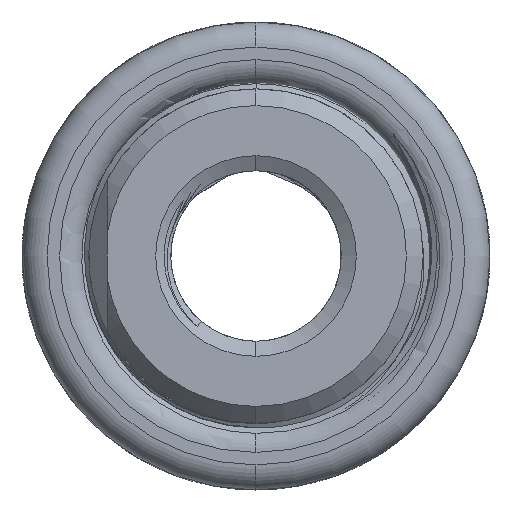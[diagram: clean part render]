
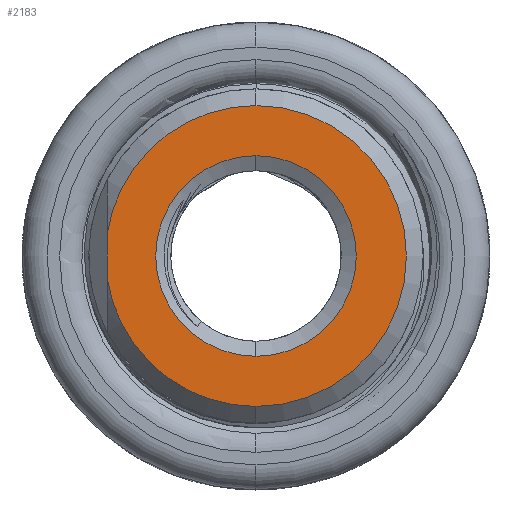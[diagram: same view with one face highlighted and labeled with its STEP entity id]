
A CAD part, left-side view. The second image highlights one B-rep face of the part: STEP entity #2183.
In plain terms, the highlighted planar face has unit normal (-1, 0, 0).
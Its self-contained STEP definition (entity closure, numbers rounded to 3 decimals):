
#132 = DIRECTION ( 'NONE',  ( 0., 0., -1. ) ) ;
#144 = CARTESIAN_POINT ( 'NONE',  ( 0., 0., 0. ) ) ;
#148 = DIRECTION ( 'NONE',  ( 1., 0., 0. ) ) ;
#214 = DIRECTION ( 'NONE',  ( -1., 0., 0. ) ) ;
#233 = DIRECTION ( 'NONE',  ( 0., 0., 1. ) ) ;
#235 = CARTESIAN_POINT ( 'NONE',  ( 0., 0., 0. ) ) ;
#384 = CARTESIAN_POINT ( 'NONE',  ( 0., 0., 0. ) ) ;
#393 = DIRECTION ( 'NONE',  ( 0., 0., 1. ) ) ;
#402 = DIRECTION ( 'NONE',  ( -1., 0., 0. ) ) ;
#1235 = AXIS2_PLACEMENT_3D ( 'NONE', #12796, #12808, #12829 ) ;
#1358 = AXIS2_PLACEMENT_3D ( 'NONE', #7582, #7615, #7616 ) ;
#1360 = AXIS2_PLACEMENT_3D ( 'NONE', #7529, #7560, #7539 ) ;
#1368 = AXIS2_PLACEMENT_3D ( 'NONE', #384, #402, #393 ) ;
#1378 = AXIS2_PLACEMENT_3D ( 'NONE', #235, #214, #233 ) ;
#1387 = AXIS2_PLACEMENT_3D ( 'NONE', #144, #148, #132 ) ;
#1566 = ORIENTED_EDGE ( 'NONE', *, *, #5567, .T. ) ;
#1643 = ORIENTED_EDGE ( 'NONE', *, *, #6193, .T. ) ;
#1647 = ORIENTED_EDGE ( 'NONE', *, *, #5571, .F. ) ;
#1669 = ORIENTED_EDGE ( 'NONE', *, *, #6168, .T. ) ;
#1718 = VERTEX_POINT ( 'NONE', #6531 ) ;
#1734 = ORIENTED_EDGE ( 'NONE', *, *, #5552, .T. ) ;
#1741 = ORIENTED_EDGE ( 'NONE', *, *, #6216, .T. ) ;
#2183 = ADVANCED_FACE ( 'NONE', ( #2333, #2351 ), #12777, .F. ) ;
#2333 = FACE_BOUND ( 'NONE', #3798, .T. ) ;
#2351 = FACE_OUTER_BOUND ( 'NONE', #3803, .T. ) ;
#2524 = CIRCLE ( 'NONE', #1360, 9. ) ;
#2548 = VECTOR ( 'NONE', #7731, 1000. ) ;
#2550 = LINE ( 'NONE', #7700, #2548 ) ;
#2551 = CIRCLE ( 'NONE', #1358, 6. ) ;
#2594 = CIRCLE ( 'NONE', #1387, 6. ) ;
#2678 = CIRCLE ( 'NONE', #1368, 9. ) ;
#2686 = CIRCLE ( 'NONE', #1378, 9. ) ;
#3798 = EDGE_LOOP ( 'NONE', ( #1566, #1669 ) ) ;
#3803 = EDGE_LOOP ( 'NONE', ( #1734, #1741, #1643, #1647 ) ) ;
#4271 = VERTEX_POINT ( 'NONE', #10040 ) ;
#4291 = VERTEX_POINT ( 'NONE', #9982 ) ;
#4320 = VERTEX_POINT ( 'NONE', #9954 ) ;
#4323 = VERTEX_POINT ( 'NONE', #10012 ) ;
#4330 = VERTEX_POINT ( 'NONE', #9970 ) ;
#5552 = EDGE_CURVE ( 'NONE', #1718, #4323, #2524, .T. ) ;
#5567 = EDGE_CURVE ( 'NONE', #4271, #4291, #2551, .T. ) ;
#5571 = EDGE_CURVE ( 'NONE', #1718, #4320, #2550, .T. ) ;
#6168 = EDGE_CURVE ( 'NONE', #4291, #4271, #2594, .T. ) ;
#6193 = EDGE_CURVE ( 'NONE', #4330, #4320, #2686, .T. ) ;
#6216 = EDGE_CURVE ( 'NONE', #4323, #4330, #2678, .T. ) ;
#6531 = CARTESIAN_POINT ( 'NONE',  ( 0., 8.9, -1.338 ) ) ;
#7529 = CARTESIAN_POINT ( 'NONE',  ( 0., 0., 0. ) ) ;
#7539 = DIRECTION ( 'NONE',  ( 0., 0., 1. ) ) ;
#7560 = DIRECTION ( 'NONE',  ( -1., 0., 0. ) ) ;
#7582 = CARTESIAN_POINT ( 'NONE',  ( 0., 0., 0. ) ) ;
#7615 = DIRECTION ( 'NONE',  ( 1., 0., 0. ) ) ;
#7616 = DIRECTION ( 'NONE',  ( 0., 0., -1. ) ) ;
#7700 = CARTESIAN_POINT ( 'NONE',  ( 0., 8.9, -10.95 ) ) ;
#7731 = DIRECTION ( 'NONE',  ( 0., 0., 1. ) ) ;
#9954 = CARTESIAN_POINT ( 'NONE',  ( 0., 8.9, 1.338 ) ) ;
#9970 = CARTESIAN_POINT ( 'NONE',  ( 0., 0., 9. ) ) ;
#9982 = CARTESIAN_POINT ( 'NONE',  ( 0., 0., 6. ) ) ;
#10012 = CARTESIAN_POINT ( 'NONE',  ( 0., 0., -9. ) ) ;
#10040 = CARTESIAN_POINT ( 'NONE',  ( 0., 0., -6. ) ) ;
#12777 = PLANE ( 'NONE',  #1235 ) ;
#12796 = CARTESIAN_POINT ( 'NONE',  ( 0., 0., 0. ) ) ;
#12808 = DIRECTION ( 'NONE',  ( 1., 0., 0. ) ) ;
#12829 = DIRECTION ( 'NONE',  ( 0., 0., -1. ) ) ;
